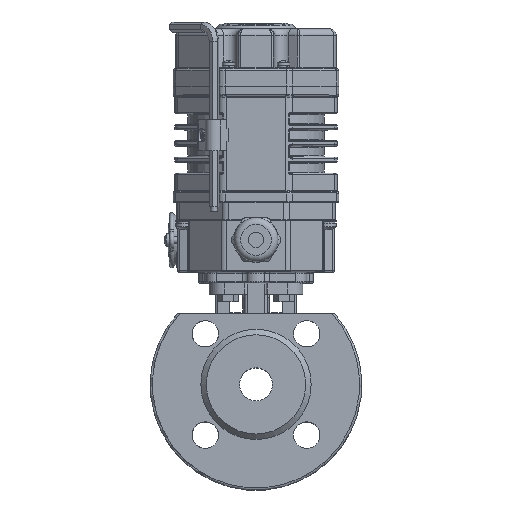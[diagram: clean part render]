
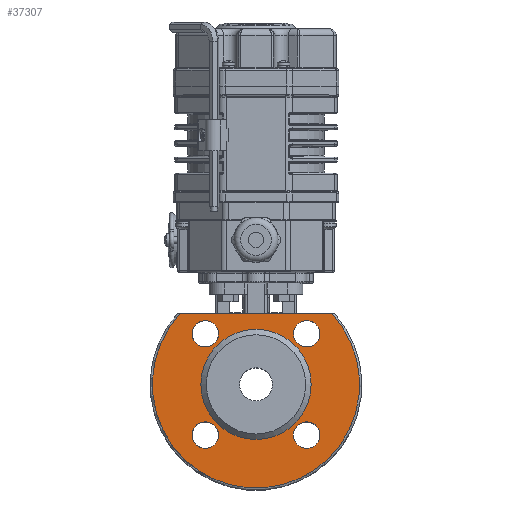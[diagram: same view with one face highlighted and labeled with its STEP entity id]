
A CAD part, top view. The second image highlights one B-rep face of the part: STEP entity #37307.
In plain terms, the highlighted planar face has unit normal (0, 0, 1).
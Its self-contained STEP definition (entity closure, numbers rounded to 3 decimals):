
#1362=PLANE('',#39767);
#2118=LINE('',#56712,#4295);
#4295=VECTOR('',#44714,1000.);
#6483=ORIENTED_EDGE('',*,*,#17015,.T.);
#6484=ORIENTED_EDGE('',*,*,#17016,.T.);
#6485=ORIENTED_EDGE('',*,*,#17017,.T.);
#6486=ORIENTED_EDGE('',*,*,#17018,.T.);
#6487=ORIENTED_EDGE('',*,*,#17019,.T.);
#6488=ORIENTED_EDGE('',*,*,#17020,.F.);
#6489=ORIENTED_EDGE('',*,*,#17014,.T.);
#17014=EDGE_CURVE('',#22280,#22280,#25584,.T.);
#17015=EDGE_CURVE('',#22281,#22281,#25585,.T.);
#17016=EDGE_CURVE('',#22282,#22282,#25586,.T.);
#17017=EDGE_CURVE('',#22283,#22283,#25587,.T.);
#17018=EDGE_CURVE('',#22284,#22284,#25588,.T.);
#17019=EDGE_CURVE('',#22285,#22286,#25589,.T.);
#17020=EDGE_CURVE('',#22285,#22286,#2118,.T.);
#22280=VERTEX_POINT('',#56699);
#22281=VERTEX_POINT('',#56702);
#22282=VERTEX_POINT('',#56704);
#22283=VERTEX_POINT('',#56706);
#22284=VERTEX_POINT('',#56708);
#22285=VERTEX_POINT('',#56710);
#22286=VERTEX_POINT('',#56711);
#25584=CIRCLE('',#39766,25.);
#25585=CIRCLE('',#39768,6.);
#25586=CIRCLE('',#39769,6.);
#25587=CIRCLE('',#39770,6.);
#25588=CIRCLE('',#39771,6.);
#25589=CIRCLE('',#39772,47.);
#28246=EDGE_LOOP('',(#6483));
#28247=EDGE_LOOP('',(#6484));
#28248=EDGE_LOOP('',(#6485));
#28249=EDGE_LOOP('',(#6486));
#28250=EDGE_LOOP('',(#6487,#6488));
#28251=EDGE_LOOP('',(#6489));
#30917=FACE_BOUND('',#28246,.T.);
#30918=FACE_BOUND('',#28247,.T.);
#30919=FACE_BOUND('',#28248,.T.);
#30920=FACE_BOUND('',#28249,.T.);
#30921=FACE_BOUND('',#28250,.T.);
#30922=FACE_BOUND('',#28251,.T.);
#37307=ADVANCED_FACE('',(#30917,#30918,#30919,#30920,#30921,#30922),#1362,
 .T.);
#39766=AXIS2_PLACEMENT_3D('',#56698,#44700,#44701);
#39767=AXIS2_PLACEMENT_3D('',#56700,#44702,#44703);
#39768=AXIS2_PLACEMENT_3D('',#56701,#44704,#44705);
#39769=AXIS2_PLACEMENT_3D('',#56703,#44706,#44707);
#39770=AXIS2_PLACEMENT_3D('',#56705,#44708,#44709);
#39771=AXIS2_PLACEMENT_3D('',#56707,#44710,#44711);
#39772=AXIS2_PLACEMENT_3D('',#56709,#44712,#44713);
#44700=DIRECTION('',(0.,0.,-1.));
#44701=DIRECTION('',(0.,-1.,0.));
#44702=DIRECTION('',(0.,0.,1.));
#44703=DIRECTION('',(1.,0.,0.));
#44704=DIRECTION('',(0.,0.,-1.));
#44705=DIRECTION('',(1.,0.,0.));
#44706=DIRECTION('',(0.,0.,-1.));
#44707=DIRECTION('',(1.,0.,0.));
#44708=DIRECTION('',(0.,0.,-1.));
#44709=DIRECTION('',(1.,0.,0.));
#44710=DIRECTION('',(0.,0.,-1.));
#44711=DIRECTION('',(1.,0.,0.));
#44712=DIRECTION('',(0.,0.,1.));
#44713=DIRECTION('',(1.,0.,0.));
#44714=DIRECTION('',(1.,0.,0.));
#56698=CARTESIAN_POINT('',(0.,0.,7.));
#56699=CARTESIAN_POINT('',(0.,-25.,7.));
#56700=CARTESIAN_POINT('',(0.,0.,7.));
#56701=CARTESIAN_POINT('',(-22.981,-22.981,7.));
#56702=CARTESIAN_POINT('',(-16.981,-22.981,7.));
#56703=CARTESIAN_POINT('',(22.981,-22.981,7.));
#56704=CARTESIAN_POINT('',(28.981,-22.981,7.));
#56705=CARTESIAN_POINT('',(22.981,22.981,7.));
#56706=CARTESIAN_POINT('',(28.981,22.981,7.));
#56707=CARTESIAN_POINT('',(-22.981,22.981,7.));
#56708=CARTESIAN_POINT('',(-16.981,22.981,7.));
#56709=CARTESIAN_POINT('',(0.,0.,7.));
#56710=CARTESIAN_POINT('',(-34.424,32.,7.));
#56711=CARTESIAN_POINT('',(34.424,32.,7.));
#56712=CARTESIAN_POINT('',(0.,32.,7.));
